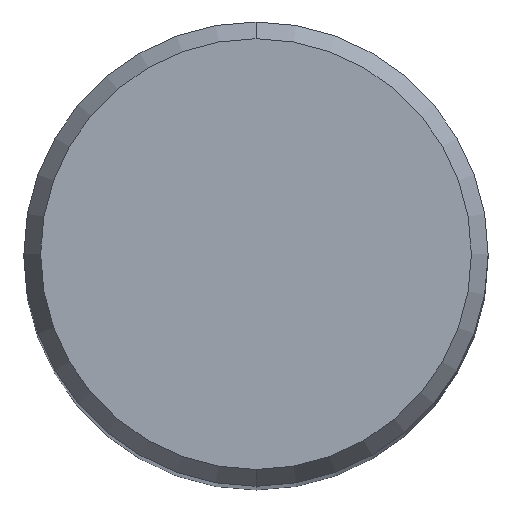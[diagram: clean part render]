
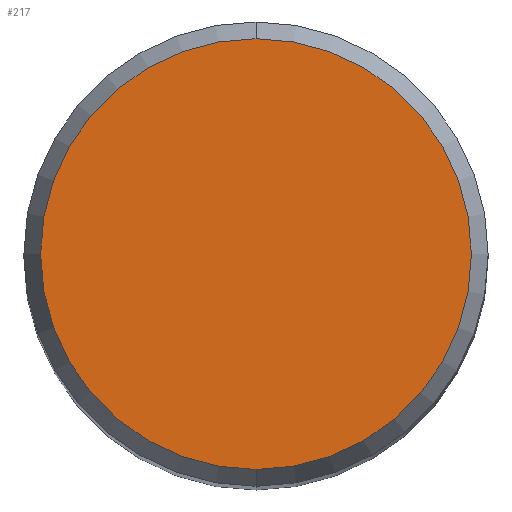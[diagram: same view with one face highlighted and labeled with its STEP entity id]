
A CAD part, top view. The second image highlights one B-rep face of the part: STEP entity #217.
In plain terms, the highlighted planar face has unit normal (0, 0, 1).
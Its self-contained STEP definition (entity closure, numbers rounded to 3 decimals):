
#133=EDGE_CURVE('',#193,#209,#288,.T.);
#187=EDGE_CURVE('',#209,#193,#349,.T.);
#193=VERTEX_POINT('',#356);
#209=VERTEX_POINT('',#374);
#217=ADVANCED_FACE('',(#383),#384,.T.);
#288=CIRCLE('',#460,5.892);
#349=CIRCLE('',#538,5.892);
#356=CARTESIAN_POINT('',(0.0,5.892,0.0));
#374=CARTESIAN_POINT('',(0.,-5.892,0.0));
#383=FACE_OUTER_BOUND('',#579,.T.);
#384=PLANE('',#580);
#460=AXIS2_PLACEMENT_3D('',#646,#647,#648);
#538=AXIS2_PLACEMENT_3D('',#727,#728,#729);
#579=EDGE_LOOP('',(#772,#773));
#580=AXIS2_PLACEMENT_3D('',#774,#775,#776);
#646=CARTESIAN_POINT('',(0.0,0.0,0.0));
#647=DIRECTION('',(0.0,0.0,-1.0));
#648=DIRECTION('',(0.0,1.0,0.0));
#727=CARTESIAN_POINT('',(0.0,0.0,0.0));
#728=DIRECTION('',(0.0,0.0,-1.0));
#729=DIRECTION('',(0.0,1.0,0.0));
#772=ORIENTED_EDGE('',*,*,#133,.F.);
#773=ORIENTED_EDGE('',*,*,#187,.F.);
#774=CARTESIAN_POINT('',(0.0,2.946,0.0));
#775=DIRECTION('',(-0.0,0.0,1.0));
#776=DIRECTION('',(0.0,-1.0,0.0));
